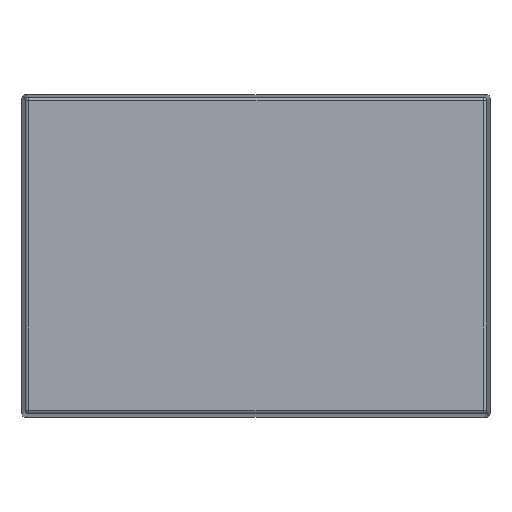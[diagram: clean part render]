
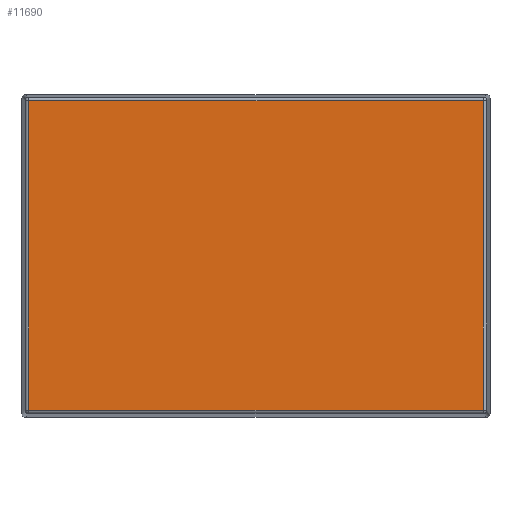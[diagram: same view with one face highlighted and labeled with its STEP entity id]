
A CAD part, top view. The second image highlights one B-rep face of the part: STEP entity #11690.
In plain terms, the highlighted planar face has unit normal (0, 0, 1).
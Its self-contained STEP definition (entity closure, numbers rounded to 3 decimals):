
#147 = VERTEX_POINT ( 'NONE', #3580 ) ;
#325 = CARTESIAN_POINT ( 'NONE',  ( -0.621, -1.394, 8.575 ) ) ;
#381 = CARTESIAN_POINT ( 'NONE',  ( 5.794, 2.97, 8.575 ) ) ;
#993 = EDGE_CURVE ( 'NONE', #1676, #147, #2751, .T. ) ;
#1459 = PLANE ( 'NONE',  #11568 ) ;
#1508 = DIRECTION ( 'NONE',  ( 0., 1., 0. ) ) ;
#1676 = VERTEX_POINT ( 'NONE', #4924 ) ;
#2751 = LINE ( 'NONE', #8858, #14201 ) ;
#3015 = EDGE_CURVE ( 'NONE', #8266, #8742, #6127, .T. ) ;
#3564 = DIRECTION ( 'NONE',  ( -1., 0., 0. ) ) ;
#3580 = CARTESIAN_POINT ( 'NONE',  ( 5.794, -5.759, 8.575 ) ) ;
#3668 = LINE ( 'NONE', #7260, #9239 ) ;
#4924 = CARTESIAN_POINT ( 'NONE',  ( -7.035, -5.759, 8.575 ) ) ;
#5334 = EDGE_CURVE ( 'NONE', #8742, #1676, #3668, .T. ) ;
#5924 = ORIENTED_EDGE ( 'NONE', *, *, #11489, .T. ) ;
#6127 = LINE ( 'NONE', #11249, #8349 ) ;
#7140 = ORIENTED_EDGE ( 'NONE', *, *, #993, .T. ) ;
#7260 = CARTESIAN_POINT ( 'NONE',  ( -7.035, -1.394, 8.575 ) ) ;
#7995 = ORIENTED_EDGE ( 'NONE', *, *, #5334, .T. ) ;
#8178 = EDGE_LOOP ( 'NONE', ( #8321, #7995, #7140, #5924 ) ) ;
#8248 = DIRECTION ( 'NONE',  ( 0., 0., -1. ) ) ;
#8266 = VERTEX_POINT ( 'NONE', #381 ) ;
#8321 = ORIENTED_EDGE ( 'NONE', *, *, #3015, .T. ) ;
#8349 = VECTOR ( 'NONE', #3564, 1000. ) ;
#8350 = DIRECTION ( 'NONE',  ( 0., -1., 0. ) ) ;
#8742 = VERTEX_POINT ( 'NONE', #12226 ) ;
#8858 = CARTESIAN_POINT ( 'NONE',  ( -0.621, -5.759, 8.575 ) ) ;
#9239 = VECTOR ( 'NONE', #8350, 1000. ) ;
#10000 = DIRECTION ( 'NONE',  ( 1., 0., 0. ) ) ;
#11249 = CARTESIAN_POINT ( 'NONE',  ( -0.621, 2.97, 8.575 ) ) ;
#11489 = EDGE_CURVE ( 'NONE', #147, #8266, #13644, .T. ) ;
#11568 = AXIS2_PLACEMENT_3D ( 'NONE', #325, #8248, #1508 ) ;
#11690 = ADVANCED_FACE ( 'NONE', ( #13945 ), #1459, .F. ) ;
#12226 = CARTESIAN_POINT ( 'NONE',  ( -7.035, 2.97, 8.575 ) ) ;
#12242 = CARTESIAN_POINT ( 'NONE',  ( 5.794, -1.394, 8.575 ) ) ;
#13291 = VECTOR ( 'NONE', #13303, 1000. ) ;
#13303 = DIRECTION ( 'NONE',  ( 0., 1., 0. ) ) ;
#13644 = LINE ( 'NONE', #12242, #13291 ) ;
#13945 = FACE_OUTER_BOUND ( 'NONE', #8178, .T. ) ;
#14201 = VECTOR ( 'NONE', #10000, 1000. ) ;
